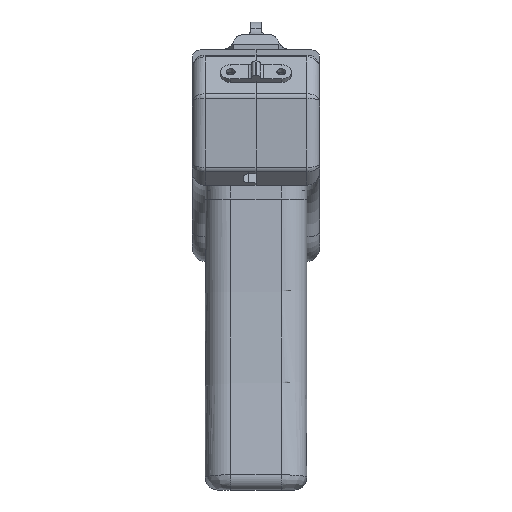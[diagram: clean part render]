
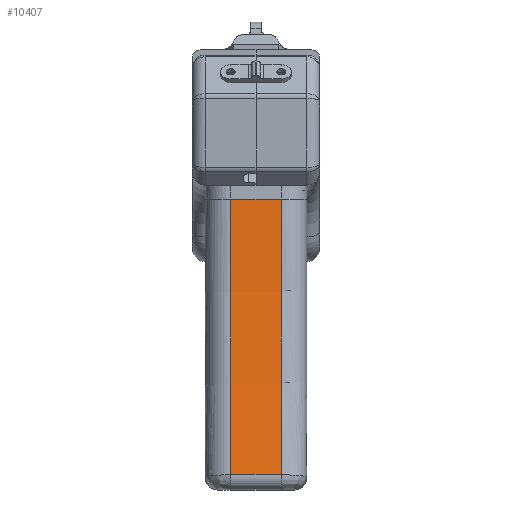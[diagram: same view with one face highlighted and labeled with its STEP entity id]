
A CAD part, front view. The second image highlights one B-rep face of the part: STEP entity #10407.
In plain terms, the highlighted cylindrical face has radius 800 mm (diameter 1600 mm), a partial arc.
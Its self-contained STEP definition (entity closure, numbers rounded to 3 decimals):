
#543=LINE('',#15354,#1572);
#571=LINE('',#15835,#1600);
#1572=VECTOR('',#12080,10.);
#1600=VECTOR('',#12220,10.);
#2612=CYLINDRICAL_SURFACE('',#11054,800.);
#2854=FACE_OUTER_BOUND('',#3452,.T.);
#3452=EDGE_LOOP('',(#7372,#7373,#7374,#7375));
#4204=CIRCLE('',#11053,800.);
#4205=CIRCLE('',#11055,800.);
#4639=VERTEX_POINT('',#15336);
#4641=VERTEX_POINT('',#15352);
#4692=VERTEX_POINT('',#15813);
#4693=VERTEX_POINT('',#15834);
#5667=EDGE_CURVE('',#4641,#4639,#543,.T.);
#5745=EDGE_CURVE('',#4692,#4641,#4204,.T.);
#5746=EDGE_CURVE('',#4693,#4692,#571,.T.);
#5747=EDGE_CURVE('',#4639,#4693,#4205,.T.);
#7372=ORIENTED_EDGE('',*,*,#5667,.F.);
#7373=ORIENTED_EDGE('',*,*,#5745,.F.);
#7374=ORIENTED_EDGE('',*,*,#5746,.F.);
#7375=ORIENTED_EDGE('',*,*,#5747,.F.);
#10407=ADVANCED_FACE('',(#2854),#2612,.F.);
#11053=AXIS2_PLACEMENT_3D('',#15832,#12216,#12217);
#11054=AXIS2_PLACEMENT_3D('',#15833,#12218,#12219);
#11055=AXIS2_PLACEMENT_3D('',#15836,#12221,#12222);
#12080=DIRECTION('',(0.,-1.,0.));
#12216=DIRECTION('center_axis',(0.,-1.,0.));
#12217=DIRECTION('ref_axis',(-0.992,0.,-0.13));
#12218=DIRECTION('center_axis',(0.,1.,0.));
#12219=DIRECTION('ref_axis',(-0.98,0.,-0.201));
#12220=DIRECTION('',(0.,1.,0.));
#12221=DIRECTION('center_axis',(0.,1.,0.));
#12222=DIRECTION('ref_axis',(-0.992,0.,-0.13));
#15336=CARTESIAN_POINT('',(63.798,10.,-114.032));
#15352=CARTESIAN_POINT('',(63.798,30.,-114.032));
#15354=CARTESIAN_POINT('',(63.798,0.,-114.032));
#15813=CARTESIAN_POINT('',(50.,30.,-5.5));
#15832=CARTESIAN_POINT('Origin',(848.654,30.,40.895));
#15833=CARTESIAN_POINT('Origin',(848.654,0.,40.895));
#15834=CARTESIAN_POINT('',(50.,10.,-5.5));
#15835=CARTESIAN_POINT('',(50.,0.,-5.5));
#15836=CARTESIAN_POINT('Origin',(848.654,10.,40.895));
